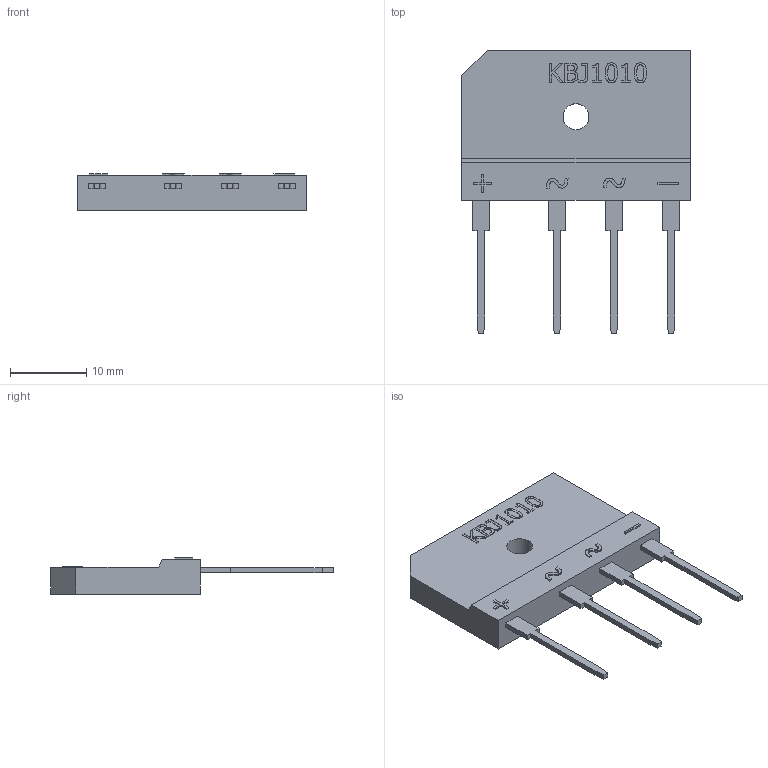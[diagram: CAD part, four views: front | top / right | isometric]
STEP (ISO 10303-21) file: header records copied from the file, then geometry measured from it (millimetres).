
FILE_DESCRIPTION (( 'STEP AP214' ), '1' );
FILE_NAME ('User Library-Silicon Bridge Rectifiers KBJ1010.STEP', '2015-02-02T19:35:34', ( 'Windows User' ), ( '' ), 'SwSTEP 2.0', 'SolidWorks 2015', '' );
FILE_SCHEMA (( 'AUTOMOTIVE_DESIGN' ));
Length unit declared in the file: millimetre
Products named in the file (1): User Library-Silicon Bridge Rectifiers KBJ1010
Bounding box: 30 x 37.2 x 4.8 mm (x, y, z)
Volume: 2275.4 mm3; surface area: 1883.9 mm2
Topology: 1 solids, 1 shells, 216 faces, 585 edges, 390 vertices
Faces by surface type: plane 137, bspline 77, cylinder 2
Entity records: 9529 total; most frequent: CARTESIAN_POINT 2193, ORIENTED_EDGE 1170, DIRECTION 715, EDGE_CURVE 585, LINE 427, VECTOR 427, VERTEX_POINT 390, EDGE_LOOP 237
